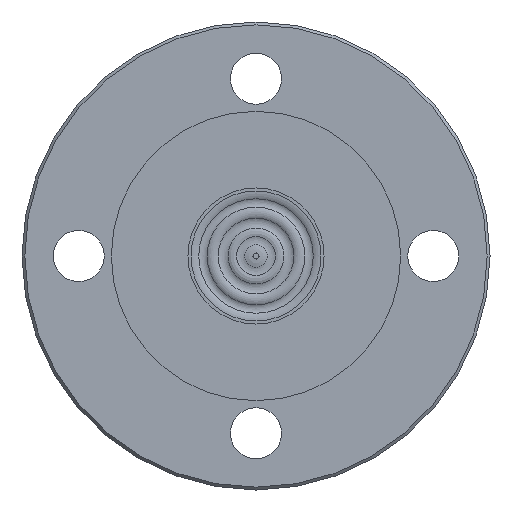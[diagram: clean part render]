
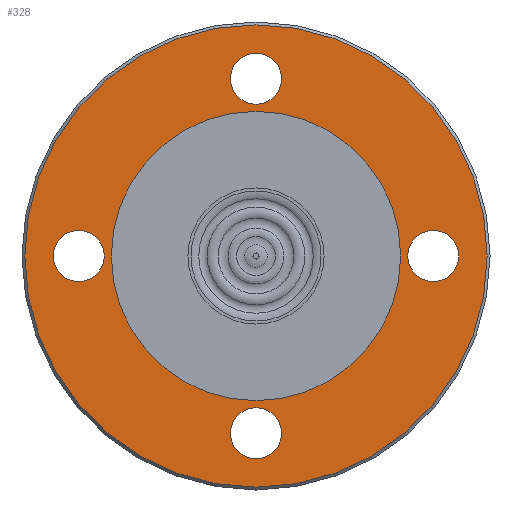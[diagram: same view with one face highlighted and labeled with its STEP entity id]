
A CAD part, front view. The second image highlights one B-rep face of the part: STEP entity #328.
In plain terms, the highlighted planar face has unit normal (0, -1, 0).
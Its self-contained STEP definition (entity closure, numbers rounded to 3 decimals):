
#24=PLANE('',#366);
#49=FACE_BOUND('',#113,.T.);
#50=FACE_BOUND('',#114,.T.);
#51=FACE_BOUND('',#115,.T.);
#52=FACE_BOUND('',#116,.T.);
#53=FACE_BOUND('',#117,.T.);
#77=FACE_OUTER_BOUND('',#112,.T.);
#112=EDGE_LOOP('',(#268));
#113=EDGE_LOOP('',(#269));
#114=EDGE_LOOP('',(#270));
#115=EDGE_LOOP('',(#271));
#116=EDGE_LOOP('',(#272));
#117=EDGE_LOOP('',(#273));
#167=CIRCLE('',#365,81.5);
#168=CIRCLE('',#367,51.);
#169=CIRCLE('',#368,9.);
#170=CIRCLE('',#369,9.);
#171=CIRCLE('',#370,9.);
#172=CIRCLE('',#371,9.);
#199=VERTEX_POINT('',#550);
#200=VERTEX_POINT('',#553);
#201=VERTEX_POINT('',#555);
#202=VERTEX_POINT('',#557);
#203=VERTEX_POINT('',#559);
#204=VERTEX_POINT('',#561);
#231=EDGE_CURVE('',#199,#199,#167,.T.);
#232=EDGE_CURVE('',#200,#200,#168,.T.);
#233=EDGE_CURVE('',#201,#201,#169,.T.);
#234=EDGE_CURVE('',#202,#202,#170,.T.);
#235=EDGE_CURVE('',#203,#203,#171,.T.);
#236=EDGE_CURVE('',#204,#204,#172,.T.);
#268=ORIENTED_EDGE('',*,*,#231,.F.);
#269=ORIENTED_EDGE('',*,*,#232,.F.);
#270=ORIENTED_EDGE('',*,*,#233,.T.);
#271=ORIENTED_EDGE('',*,*,#234,.T.);
#272=ORIENTED_EDGE('',*,*,#235,.T.);
#273=ORIENTED_EDGE('',*,*,#236,.T.);
#328=ADVANCED_FACE('',(#77,#49,#50,#51,#52,#53),#24,.T.);
#365=AXIS2_PLACEMENT_3D('',#551,#437,#438);
#366=AXIS2_PLACEMENT_3D('',#552,#439,#440);
#367=AXIS2_PLACEMENT_3D('',#554,#441,#442);
#368=AXIS2_PLACEMENT_3D('',#556,#443,#444);
#369=AXIS2_PLACEMENT_3D('',#558,#445,#446);
#370=AXIS2_PLACEMENT_3D('',#560,#447,#448);
#371=AXIS2_PLACEMENT_3D('',#562,#449,#450);
#437=DIRECTION('center_axis',(0.,1.,0.));
#438=DIRECTION('ref_axis',(-1.,0.,0.));
#439=DIRECTION('center_axis',(0.,-1.,0.));
#440=DIRECTION('ref_axis',(0.,0.,-1.));
#441=DIRECTION('center_axis',(0.,-1.,0.));
#442=DIRECTION('ref_axis',(1.,0.,0.));
#443=DIRECTION('center_axis',(0.,1.,0.));
#444=DIRECTION('ref_axis',(-1.,0.,0.));
#445=DIRECTION('center_axis',(0.,1.,0.));
#446=DIRECTION('ref_axis',(-1.,0.,0.));
#447=DIRECTION('center_axis',(0.,1.,0.));
#448=DIRECTION('ref_axis',(-1.,0.,0.));
#449=DIRECTION('center_axis',(0.,1.,0.));
#450=DIRECTION('ref_axis',(-1.,0.,0.));
#550=CARTESIAN_POINT('',(81.5,3.,0.));
#551=CARTESIAN_POINT('Origin',(0.,3.,0.));
#552=CARTESIAN_POINT('Origin',(66.75,3.,0.));
#553=CARTESIAN_POINT('',(51.,3.,0.));
#554=CARTESIAN_POINT('Origin',(0.,3.,0.));
#555=CARTESIAN_POINT('',(9.,3.,-62.5));
#556=CARTESIAN_POINT('Origin',(0.,3.,-62.5));
#557=CARTESIAN_POINT('',(-53.5,3.,0.));
#558=CARTESIAN_POINT('Origin',(-62.5,3.,0.));
#559=CARTESIAN_POINT('',(9.,3.,62.5));
#560=CARTESIAN_POINT('Origin',(0.,3.,62.5));
#561=CARTESIAN_POINT('',(71.5,3.,0.));
#562=CARTESIAN_POINT('Origin',(62.5,3.,0.));
